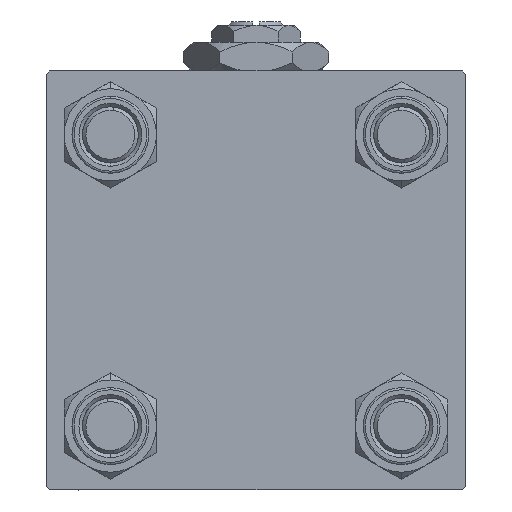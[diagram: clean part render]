
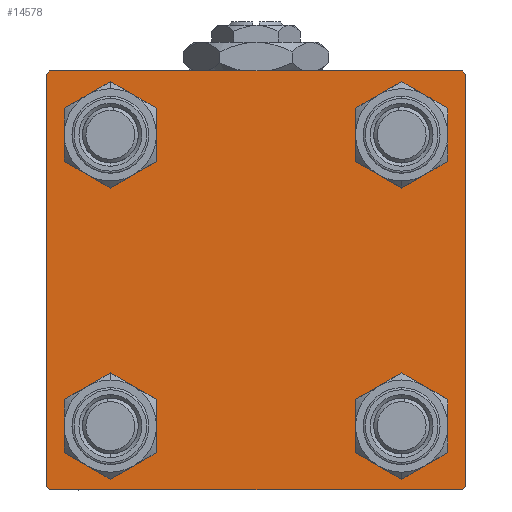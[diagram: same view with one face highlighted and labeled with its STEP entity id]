
A CAD part, left-side view. The second image highlights one B-rep face of the part: STEP entity #14578.
In plain terms, the highlighted planar face has unit normal (-1, 0, 0).
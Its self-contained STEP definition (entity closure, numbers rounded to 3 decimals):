
#153 = CIRCLE ( 'NONE', #189, 4.5 ) ;
#189 = AXIS2_PLACEMENT_3D ( 'NONE', #16986, #33776, #21333 ) ;
#203 = EDGE_LOOP ( 'NONE', ( #23677, #19290 ) ) ;
#1063 = VERTEX_POINT ( 'NONE', #11891 ) ;
#1187 = DIRECTION ( 'NONE',  ( 1., 0., 0. ) ) ;
#1586 = ORIENTED_EDGE ( 'NONE', *, *, #49075, .T. ) ;
#2301 = VERTEX_POINT ( 'NONE', #4502 ) ;
#2304 = CARTESIAN_POINT ( 'NONE',  ( 0., -20.85, 20.85 ) ) ;
#2579 = DIRECTION ( 'NONE',  ( 1., 0., 0. ) ) ;
#2652 = VECTOR ( 'NONE', #51025, 1000. ) ;
#3021 = CARTESIAN_POINT ( 'NONE',  ( 0., 30., -29.5 ) ) ;
#3445 = ORIENTED_EDGE ( 'NONE', *, *, #49535, .T. ) ;
#4098 = VERTEX_POINT ( 'NONE', #23570 ) ;
#4216 = CARTESIAN_POINT ( 'NONE',  ( 0., 20.85, -16.35 ) ) ;
#4229 = VECTOR ( 'NONE', #14715, 1000. ) ;
#4502 = CARTESIAN_POINT ( 'NONE',  ( 0., 29.5, -30. ) ) ;
#4844 = VERTEX_POINT ( 'NONE', #8238 ) ;
#5458 = LINE ( 'NONE', #50967, #48543 ) ;
#6073 = VERTEX_POINT ( 'NONE', #18619 ) ;
#6166 = VECTOR ( 'NONE', #26292, 1000. ) ;
#6267 = DIRECTION ( 'NONE',  ( 1., 0., 0. ) ) ;
#6631 = CARTESIAN_POINT ( 'NONE',  ( 0., -20.85, -25.35 ) ) ;
#7291 = DIRECTION ( 'NONE',  ( 0., 0., 1. ) ) ;
#7458 = CARTESIAN_POINT ( 'NONE',  ( 0., 20.85, 16.35 ) ) ;
#7786 = VERTEX_POINT ( 'NONE', #3021 ) ;
#7921 = ORIENTED_EDGE ( 'NONE', *, *, #24614, .T. ) ;
#8238 = CARTESIAN_POINT ( 'NONE',  ( 0., -29.5, 30. ) ) ;
#8904 = DIRECTION ( 'NONE',  ( 0., -1., 0. ) ) ;
#9405 = CARTESIAN_POINT ( 'NONE',  ( 0., 29.5, 30. ) ) ;
#9662 = EDGE_LOOP ( 'NONE', ( #51764, #12704, #45164, #16065, #44103, #1586, #48283, #3445 ) ) ;
#9894 = EDGE_CURVE ( 'NONE', #31257, #19349, #24147, .T. ) ;
#10132 = LINE ( 'NONE', #10927, #2652 ) ;
#10559 = EDGE_CURVE ( 'NONE', #33301, #1063, #26727, .T. ) ;
#10741 = CARTESIAN_POINT ( 'NONE',  ( 0., 0., 0. ) ) ;
#10927 = CARTESIAN_POINT ( 'NONE',  ( 0., -29.75, 29.75 ) ) ;
#11363 = DIRECTION ( 'NONE',  ( 1., 0., 0. ) ) ;
#11891 = CARTESIAN_POINT ( 'NONE',  ( 0., 20.85, 25.35 ) ) ;
#12162 = CARTESIAN_POINT ( 'NONE',  ( 0., 20.85, -20.85 ) ) ;
#12237 = VERTEX_POINT ( 'NONE', #12904 ) ;
#12704 = ORIENTED_EDGE ( 'NONE', *, *, #43938, .T. ) ;
#12904 = CARTESIAN_POINT ( 'NONE',  ( 0., -30., 29.5 ) ) ;
#13577 = VERTEX_POINT ( 'NONE', #37493 ) ;
#14269 = FACE_BOUND ( 'NONE', #34939, .T. ) ;
#14456 = EDGE_CURVE ( 'NONE', #6073, #13577, #153, .T. ) ;
#14578 = ADVANCED_FACE ( 'NONE', ( #47835, #14269, #19410, #22930, #35914 ), #18609, .T. ) ;
#14715 = DIRECTION ( 'NONE',  ( 0., -0.707, -0.707 ) ) ;
#15507 = CARTESIAN_POINT ( 'NONE',  ( 0., 29.75, -29.75 ) ) ;
#15580 = CARTESIAN_POINT ( 'NONE',  ( 0., -20.85, -16.35 ) ) ;
#15806 = EDGE_CURVE ( 'NONE', #39865, #32302, #17527, .T. ) ;
#16065 = ORIENTED_EDGE ( 'NONE', *, *, #24448, .T. ) ;
#16527 = ORIENTED_EDGE ( 'NONE', *, *, #14456, .T. ) ;
#16866 = ORIENTED_EDGE ( 'NONE', *, *, #9894, .T. ) ;
#16986 = CARTESIAN_POINT ( 'NONE',  ( 0., -20.85, 20.85 ) ) ;
#17214 = AXIS2_PLACEMENT_3D ( 'NONE', #36488, #44355, #31902 ) ;
#17527 = CIRCLE ( 'NONE', #38273, 4.5 ) ;
#17545 = DIRECTION ( 'NONE',  ( 0., 0., 1. ) ) ;
#17721 = DIRECTION ( 'NONE',  ( 0., 0., 1. ) ) ;
#17792 = AXIS2_PLACEMENT_3D ( 'NONE', #12162, #11363, #36269 ) ;
#18107 = CIRCLE ( 'NONE', #19843, 4.5 ) ;
#18151 = EDGE_CURVE ( 'NONE', #46892, #4844, #20307, .T. ) ;
#18609 = PLANE ( 'NONE',  #36494 ) ;
#18619 = CARTESIAN_POINT ( 'NONE',  ( 0., -20.85, 25.35 ) ) ;
#18947 = ORIENTED_EDGE ( 'NONE', *, *, #10559, .T. ) ;
#19290 = ORIENTED_EDGE ( 'NONE', *, *, #27288, .T. ) ;
#19349 = VERTEX_POINT ( 'NONE', #15580 ) ;
#19410 = FACE_BOUND ( 'NONE', #203, .T. ) ;
#19843 = AXIS2_PLACEMENT_3D ( 'NONE', #47492, #1187, #17721 ) ;
#20307 = LINE ( 'NONE', #41409, #22799 ) ;
#20308 = VECTOR ( 'NONE', #37047, 1000. ) ;
#20543 = CARTESIAN_POINT ( 'NONE',  ( 0., -29.75, -29.75 ) ) ;
#21333 = DIRECTION ( 'NONE',  ( 0., 0., 1. ) ) ;
#22799 = VECTOR ( 'NONE', #8904, 1000. ) ;
#22930 = FACE_BOUND ( 'NONE', #52621, .T. ) ;
#23570 = CARTESIAN_POINT ( 'NONE',  ( 0., 30., 29.5 ) ) ;
#23664 = CARTESIAN_POINT ( 'NONE',  ( 0., -29.5, -30. ) ) ;
#23677 = ORIENTED_EDGE ( 'NONE', *, *, #15806, .T. ) ;
#24147 = CIRCLE ( 'NONE', #17214, 4.5 ) ;
#24448 = EDGE_CURVE ( 'NONE', #40447, #46151, #37316, .T. ) ;
#24614 = EDGE_CURVE ( 'NONE', #19349, #31257, #43652, .T. ) ;
#25402 = CARTESIAN_POINT ( 'NONE',  ( 0., -20.85, -20.85 ) ) ;
#26292 = DIRECTION ( 'NONE',  ( 0., 0., -1. ) ) ;
#26456 = DIRECTION ( 'NONE',  ( 0., 0., 1. ) ) ;
#26711 = AXIS2_PLACEMENT_3D ( 'NONE', #2304, #2579, #51882 ) ;
#26727 = CIRCLE ( 'NONE', #33648, 4.5 ) ;
#27288 = EDGE_CURVE ( 'NONE', #32302, #39865, #40279, .T. ) ;
#27723 = ORIENTED_EDGE ( 'NONE', *, *, #44770, .T. ) ;
#29116 = ORIENTED_EDGE ( 'NONE', *, *, #43683, .T. ) ;
#30655 = DIRECTION ( 'NONE',  ( 0., 0., 1. ) ) ;
#31257 = VERTEX_POINT ( 'NONE', #6631 ) ;
#31890 = CIRCLE ( 'NONE', #26711, 4.5 ) ;
#31902 = DIRECTION ( 'NONE',  ( 0., 0., 1. ) ) ;
#31928 = VECTOR ( 'NONE', #37770, 1000. ) ;
#32302 = VERTEX_POINT ( 'NONE', #48033 ) ;
#32521 = EDGE_LOOP ( 'NONE', ( #16527, #29116 ) ) ;
#33301 = VERTEX_POINT ( 'NONE', #7458 ) ;
#33648 = AXIS2_PLACEMENT_3D ( 'NONE', #48226, #6267, #30655 ) ;
#33776 = DIRECTION ( 'NONE',  ( 1., 0., 0. ) ) ;
#34939 = EDGE_LOOP ( 'NONE', ( #7921, #16866 ) ) ;
#35215 = DIRECTION ( 'NONE',  ( 1., 0., 0. ) ) ;
#35488 = CARTESIAN_POINT ( 'NONE',  ( 0., 20.85, -20.85 ) ) ;
#35914 = FACE_OUTER_BOUND ( 'NONE', #9662, .T. ) ;
#36269 = DIRECTION ( 'NONE',  ( 0., 0., 1. ) ) ;
#36488 = CARTESIAN_POINT ( 'NONE',  ( 0., -20.85, -20.85 ) ) ;
#36494 = AXIS2_PLACEMENT_3D ( 'NONE', #10741, #47304, #26456 ) ;
#37047 = DIRECTION ( 'NONE',  ( 0., -0.707, 0.707 ) ) ;
#37226 = EDGE_CURVE ( 'NONE', #2301, #40447, #39868, .T. ) ;
#37316 = LINE ( 'NONE', #20543, #20308 ) ;
#37493 = CARTESIAN_POINT ( 'NONE',  ( 0., -20.85, 16.35 ) ) ;
#37511 = LINE ( 'NONE', #41848, #31928 ) ;
#37757 = EDGE_CURVE ( 'NONE', #4098, #7786, #37511, .T. ) ;
#37770 = DIRECTION ( 'NONE',  ( 0., 0., -1. ) ) ;
#37926 = CARTESIAN_POINT ( 'NONE',  ( 0., -30., 30. ) ) ;
#38273 = AXIS2_PLACEMENT_3D ( 'NONE', #35488, #35215, #7291 ) ;
#38502 = DIRECTION ( 'NONE',  ( 0., 0.707, -0.707 ) ) ;
#39865 = VERTEX_POINT ( 'NONE', #4216 ) ;
#39868 = LINE ( 'NONE', #43911, #50043 ) ;
#40279 = CIRCLE ( 'NONE', #17792, 4.5 ) ;
#40447 = VERTEX_POINT ( 'NONE', #23664 ) ;
#41409 = CARTESIAN_POINT ( 'NONE',  ( 0., 30., 30. ) ) ;
#41848 = CARTESIAN_POINT ( 'NONE',  ( 0., 30., 30. ) ) ;
#43237 = CARTESIAN_POINT ( 'NONE',  ( 0., -30., -29.5 ) ) ;
#43652 = CIRCLE ( 'NONE', #44499, 4.5 ) ;
#43683 = EDGE_CURVE ( 'NONE', #13577, #6073, #31890, .T. ) ;
#43911 = CARTESIAN_POINT ( 'NONE',  ( 0., 30., -30. ) ) ;
#43938 = EDGE_CURVE ( 'NONE', #7786, #2301, #52085, .T. ) ;
#44103 = ORIENTED_EDGE ( 'NONE', *, *, #53460, .F. ) ;
#44355 = DIRECTION ( 'NONE',  ( 1., 0., 0. ) ) ;
#44499 = AXIS2_PLACEMENT_3D ( 'NONE', #25402, #49769, #17545 ) ;
#44770 = EDGE_CURVE ( 'NONE', #1063, #33301, #18107, .T. ) ;
#45164 = ORIENTED_EDGE ( 'NONE', *, *, #37226, .T. ) ;
#46151 = VERTEX_POINT ( 'NONE', #43237 ) ;
#46892 = VERTEX_POINT ( 'NONE', #9405 ) ;
#47304 = DIRECTION ( 'NONE',  ( -1., 0., 0. ) ) ;
#47492 = CARTESIAN_POINT ( 'NONE',  ( 0., 20.85, 20.85 ) ) ;
#47835 = FACE_BOUND ( 'NONE', #32521, .T. ) ;
#48033 = CARTESIAN_POINT ( 'NONE',  ( 0., 20.85, -25.35 ) ) ;
#48226 = CARTESIAN_POINT ( 'NONE',  ( 0., 20.85, 20.85 ) ) ;
#48283 = ORIENTED_EDGE ( 'NONE', *, *, #18151, .F. ) ;
#48543 = VECTOR ( 'NONE', #38502, 1000. ) ;
#48771 = DIRECTION ( 'NONE',  ( 0., -1., 0. ) ) ;
#49075 = EDGE_CURVE ( 'NONE', #12237, #4844, #10132, .T. ) ;
#49374 = LINE ( 'NONE', #37926, #6166 ) ;
#49535 = EDGE_CURVE ( 'NONE', #46892, #4098, #5458, .T. ) ;
#49769 = DIRECTION ( 'NONE',  ( 1., 0., 0. ) ) ;
#50043 = VECTOR ( 'NONE', #48771, 1000. ) ;
#50967 = CARTESIAN_POINT ( 'NONE',  ( 0., 29.75, 29.75 ) ) ;
#51025 = DIRECTION ( 'NONE',  ( 0., 0.707, 0.707 ) ) ;
#51764 = ORIENTED_EDGE ( 'NONE', *, *, #37757, .T. ) ;
#51882 = DIRECTION ( 'NONE',  ( 0., 0., 1. ) ) ;
#52085 = LINE ( 'NONE', #15507, #4229 ) ;
#52621 = EDGE_LOOP ( 'NONE', ( #27723, #18947 ) ) ;
#53460 = EDGE_CURVE ( 'NONE', #12237, #46151, #49374, .T. ) ;
